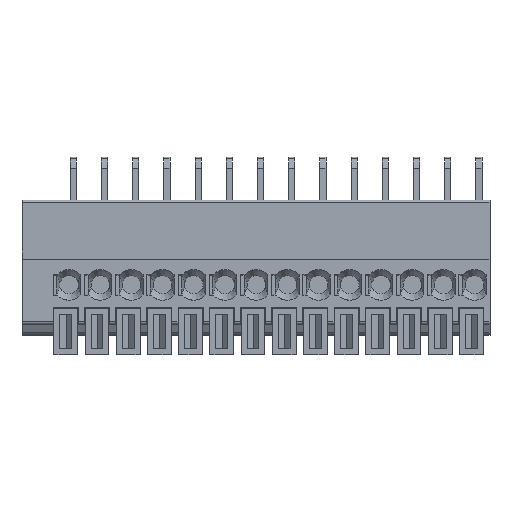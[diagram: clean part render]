
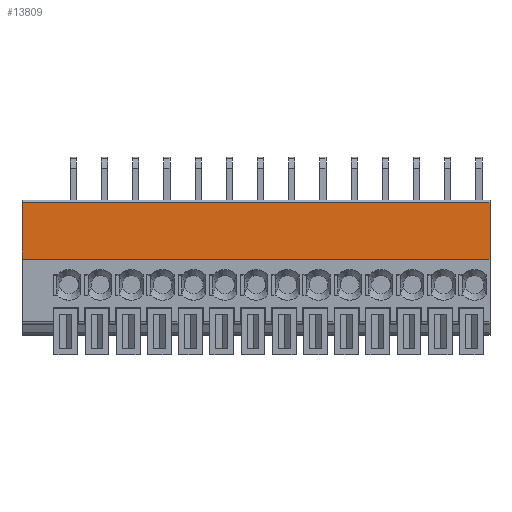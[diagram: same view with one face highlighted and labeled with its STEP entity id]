
A CAD part, left-side view. The second image highlights one B-rep face of the part: STEP entity #13809.
In plain terms, the highlighted planar face has unit normal (-1, 0, 0).
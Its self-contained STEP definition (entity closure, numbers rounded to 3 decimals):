
#609=DIRECTION('',(0.,1.,0.));
#610=VECTOR('',#609,38.1);
#611=CARTESIAN_POINT('',(-13.5,-33.02,-4.8));
#612=LINE('',#611,#610);
#613=DIRECTION('',(0.,1.,0.));
#614=VECTOR('',#613,38.1);
#615=CARTESIAN_POINT('',(-13.5,-33.02,-0.2));
#616=LINE('',#615,#614);
#3156=DIRECTION('',(0.,0.,1.));
#3157=VECTOR('',#3156,4.6);
#3158=CARTESIAN_POINT('',(-13.5,-33.02,-4.8));
#3159=LINE('',#3158,#3157);
#3972=DIRECTION('',(0.,0.,1.));
#3973=VECTOR('',#3972,4.6);
#3974=CARTESIAN_POINT('',(-13.5,5.08,-4.8));
#3975=LINE('',#3974,#3973);
#10581=CARTESIAN_POINT('',(-13.5,5.08,-4.8));
#10582=VERTEX_POINT('',#10581);
#10583=CARTESIAN_POINT('',(-13.5,5.08,-0.2));
#10584=VERTEX_POINT('',#10583);
#12808=CARTESIAN_POINT('',(-13.5,-33.02,-4.8));
#12810=VERTEX_POINT('',#12808);
#12811=CARTESIAN_POINT('',(-13.5,-33.02,-0.2));
#12812=VERTEX_POINT('',#12811);
#13795=CARTESIAN_POINT('',(-13.5,0.,-4.8));
#13796=DIRECTION('',(-1.,0.,0.));
#13797=DIRECTION('',(0.,0.,1.));
#13798=AXIS2_PLACEMENT_3D('',#13795,#13796,#13797);
#13799=PLANE('',#13798);
#13801=ORIENTED_EDGE('',*,*,#13800,.F.);
#13803=ORIENTED_EDGE('',*,*,#13802,.F.);
#13804=ORIENTED_EDGE('',*,*,#13785,.T.);
#13806=ORIENTED_EDGE('',*,*,#13805,.T.);
#13807=EDGE_LOOP('',(#13801,#13803,#13804,#13806));
#13808=FACE_OUTER_BOUND('',#13807,.F.);
#13785=EDGE_CURVE('',#12810,#10582,#612,.T.);
#13800=EDGE_CURVE('',#12812,#10584,#616,.T.);
#13802=EDGE_CURVE('',#12810,#12812,#3159,.T.);
#13805=EDGE_CURVE('',#10582,#10584,#3975,.T.);
#13809=ADVANCED_FACE('',(#13808),#13799,.T.);
